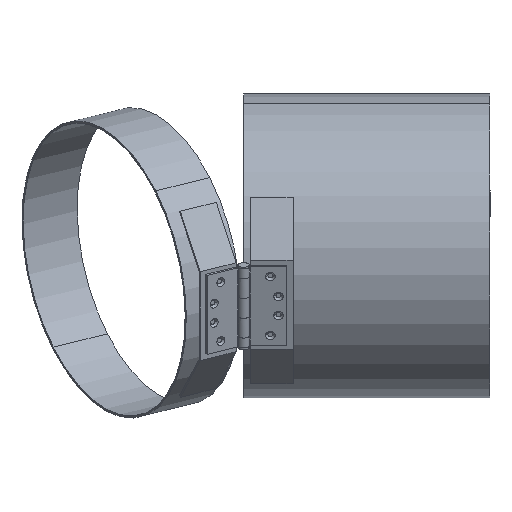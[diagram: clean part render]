
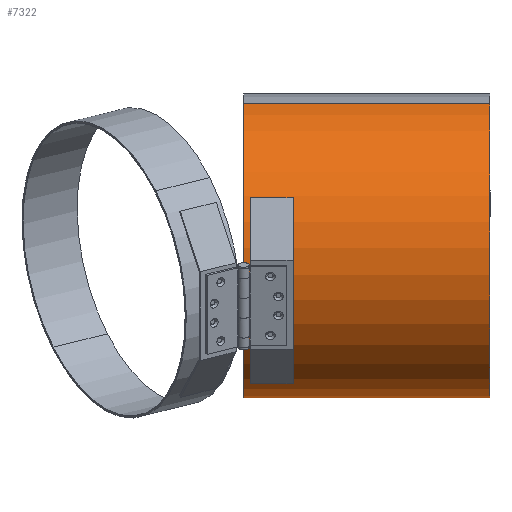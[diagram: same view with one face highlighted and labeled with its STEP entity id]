
A CAD part, left-side view. The second image highlights one B-rep face of the part: STEP entity #7322.
In plain terms, the highlighted cylindrical face has radius 180.34 mm (diameter 360.68 mm), a partial arc.
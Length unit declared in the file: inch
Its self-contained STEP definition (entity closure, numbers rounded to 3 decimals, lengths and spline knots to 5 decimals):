
#17 = EDGE_CURVE ( 'NONE', #9619, #1470, #6906, .T. ) ;
#621 = LINE ( 'NONE', #5988, #4163 ) ;
#846 = CYLINDRICAL_SURFACE ( 'NONE', #6419, 7.1 ) ;
#1470 = VERTEX_POINT ( 'NONE', #11963 ) ;
#2334 = FACE_OUTER_BOUND ( 'NONE', #7160, .T. ) ;
#2398 = CARTESIAN_POINT ( 'NONE',  ( 0., 11.5, -7.1 ) ) ;
#3275 = DIRECTION ( 'NONE',  ( 0., 1., 0. ) ) ;
#3695 = EDGE_CURVE ( 'NONE', #9619, #7206, #621, .T. ) ;
#3741 = AXIS2_PLACEMENT_3D ( 'NONE', #7039, #3275, #10929 ) ;
#3840 = CARTESIAN_POINT ( 'NONE',  ( 0., 0., 0. ) ) ;
#3925 = DIRECTION ( 'NONE',  ( 0., 0., 1. ) ) ;
#4001 = CARTESIAN_POINT ( 'NONE',  ( 0., 0., -7.1 ) ) ;
#4163 = VECTOR ( 'NONE', #9833, 39.37008 ) ;
#4799 = LINE ( 'NONE', #11674, #5265 ) ;
#5265 = VECTOR ( 'NONE', #10705, 39.37008 ) ;
#5664 = CARTESIAN_POINT ( 'NONE',  ( 0., 0., 7.1 ) ) ;
#5988 = CARTESIAN_POINT ( 'NONE',  ( 0., 11.5, -7.1 ) ) ;
#6080 = EDGE_CURVE ( 'NONE', #7206, #6661, #10866, .T. ) ;
#6300 = ORIENTED_EDGE ( 'NONE', *, *, #9381, .F. ) ;
#6419 = AXIS2_PLACEMENT_3D ( 'NONE', #10588, #9683, #7652 ) ;
#6658 = DIRECTION ( 'NONE',  ( 0., 1., 0. ) ) ;
#6661 = VERTEX_POINT ( 'NONE', #5664 ) ;
#6906 = CIRCLE ( 'NONE', #3741, 7.1 ) ;
#7039 = CARTESIAN_POINT ( 'NONE',  ( 0., 11.5, 0. ) ) ;
#7160 = EDGE_LOOP ( 'NONE', ( #6300, #10211, #9371, #8119 ) ) ;
#7206 = VERTEX_POINT ( 'NONE', #4001 ) ;
#7322 = ADVANCED_FACE ( 'NONE', ( #2334 ), #846, .T. ) ;
#7652 = DIRECTION ( 'NONE',  ( 0., 0., -1. ) ) ;
#8119 = ORIENTED_EDGE ( 'NONE', *, *, #6080, .T. ) ;
#9371 = ORIENTED_EDGE ( 'NONE', *, *, #3695, .T. ) ;
#9381 = EDGE_CURVE ( 'NONE', #1470, #6661, #4799, .T. ) ;
#9619 = VERTEX_POINT ( 'NONE', #2398 ) ;
#9683 = DIRECTION ( 'NONE',  ( 0., -1., 0. ) ) ;
#9833 = DIRECTION ( 'NONE',  ( 0., -1., 0. ) ) ;
#10211 = ORIENTED_EDGE ( 'NONE', *, *, #17, .F. ) ;
#10263 = AXIS2_PLACEMENT_3D ( 'NONE', #3840, #6658, #3925 ) ;
#10588 = CARTESIAN_POINT ( 'NONE',  ( 0., 11.5, 0. ) ) ;
#10705 = DIRECTION ( 'NONE',  ( 0., -1., 0. ) ) ;
#10866 = CIRCLE ( 'NONE', #10263, 7.1 ) ;
#10929 = DIRECTION ( 'NONE',  ( 0., 0., 1. ) ) ;
#11674 = CARTESIAN_POINT ( 'NONE',  ( 0., 11.5, 7.1 ) ) ;
#11963 = CARTESIAN_POINT ( 'NONE',  ( 0., 11.5, 7.1 ) ) ;
